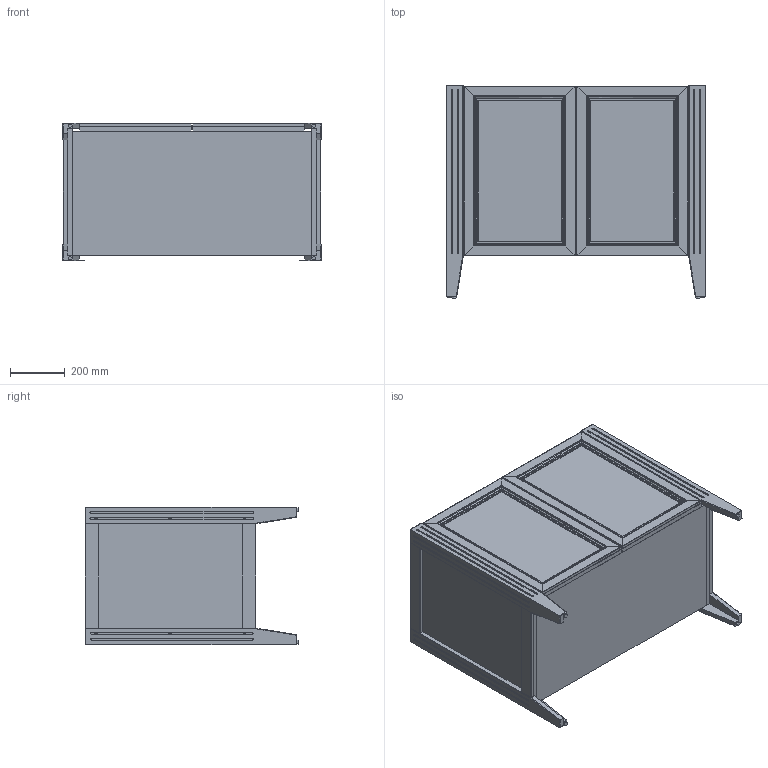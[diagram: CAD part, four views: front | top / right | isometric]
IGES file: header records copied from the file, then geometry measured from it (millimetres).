
Start section: SolidWorks IGES file using analytic representation for surfaces
Global section: file name: 62156+62157+62158+62165+62166+62167_100_Kpk_ETJ.IGS; native system: SolidWorks 2021; preprocessor: SolidWorks 2021; author: gulseren.can; date: 220614.141540; units: millimetre
Bounding box: 945 x 782 x 502 mm (x, y, z)
Surface area: 5885991.4 mm2 (no closed solid volume)
Topology: 0 solids, 0 shells, 1981 faces, 24262 edges, 24254 vertices
Faces by surface type: bspline 1143, revolution 838
